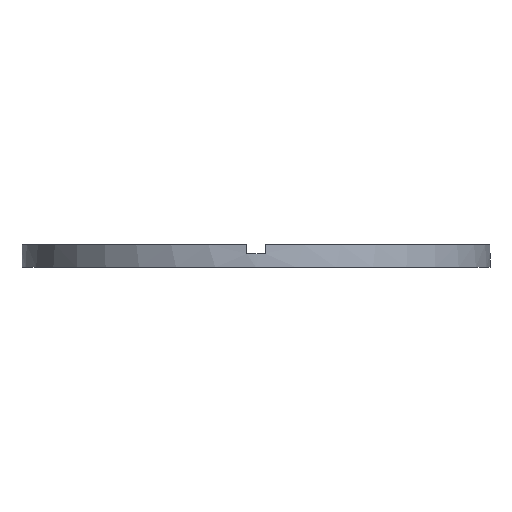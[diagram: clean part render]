
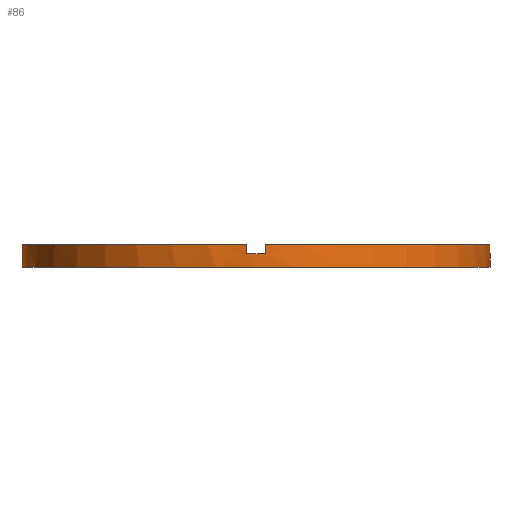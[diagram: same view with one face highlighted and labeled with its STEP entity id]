
A CAD part, front view. The second image highlights one B-rep face of the part: STEP entity #86.
In plain terms, the highlighted cylindrical face has radius 25.5 mm (diameter 51 mm), a partial arc.
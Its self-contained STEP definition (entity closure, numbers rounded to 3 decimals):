
#3 = EDGE_LOOP ( 'NONE', ( #371, #439, #209, #563, #106, #741, #637, #700, #441, #282, #163, #49 ) ) ;
#8 = CARTESIAN_POINT ( 'NONE',  ( 1., -25.48, 1.5 ) ) ;
#17 = VERTEX_POINT ( 'NONE', #398 ) ;
#39 = CARTESIAN_POINT ( 'NONE',  ( -25.48, -1., 2.5 ) ) ;
#40 = CYLINDRICAL_SURFACE ( 'NONE', #42, 25.5 ) ;
#42 = AXIS2_PLACEMENT_3D ( 'NONE', #527, #537, #412 ) ;
#46 = VERTEX_POINT ( 'NONE', #8 ) ;
#49 = ORIENTED_EDGE ( 'NONE', *, *, #101, .T. ) ;
#71 = VERTEX_POINT ( 'NONE', #165 ) ;
#84 = VERTEX_POINT ( 'NONE', #405 ) ;
#85 = VECTOR ( 'NONE', #652, 1000. ) ;
#86 = ADVANCED_FACE ( 'NONE', ( #284 ), #40, .T. ) ;
#97 = CARTESIAN_POINT ( 'NONE',  ( 1., -25.48, 2.5 ) ) ;
#101 = EDGE_CURVE ( 'NONE', #71, #709, #292, .T. ) ;
#106 = ORIENTED_EDGE ( 'NONE', *, *, #129, .T. ) ;
#111 = CARTESIAN_POINT ( 'NONE',  ( 25.5, 0., 0. ) ) ;
#129 = EDGE_CURVE ( 'NONE', #366, #46, #307, .T. ) ;
#156 = CARTESIAN_POINT ( 'NONE',  ( 0., 0., 2.5 ) ) ;
#163 = ORIENTED_EDGE ( 'NONE', *, *, #718, .T. ) ;
#165 = CARTESIAN_POINT ( 'NONE',  ( -25.5, 0., 0. ) ) ;
#186 = DIRECTION ( 'NONE',  ( 0., 0., 1. ) ) ;
#191 = CARTESIAN_POINT ( 'NONE',  ( -25.5, 0., 2.5 ) ) ;
#200 = DIRECTION ( 'NONE',  ( 0., 0., 1. ) ) ;
#201 = DIRECTION ( 'NONE',  ( 0., 0., 1. ) ) ;
#209 = ORIENTED_EDGE ( 'NONE', *, *, #682, .T. ) ;
#212 = DIRECTION ( 'NONE',  ( 1., 0., 0. ) ) ;
#215 = EDGE_CURVE ( 'NONE', #17, #46, #492, .T. ) ;
#216 = VERTEX_POINT ( 'NONE', #729 ) ;
#222 = CIRCLE ( 'NONE', #720, 25.5 ) ;
#234 = LINE ( 'NONE', #513, #498 ) ;
#237 = CIRCLE ( 'NONE', #731, 25.5 ) ;
#247 = CARTESIAN_POINT ( 'NONE',  ( 0., 0., 1.5 ) ) ;
#248 = VECTOR ( 'NONE', #674, 1000. ) ;
#250 = DIRECTION ( 'NONE',  ( 1., 0., 0. ) ) ;
#267 = VERTEX_POINT ( 'NONE', #562 ) ;
#274 = VERTEX_POINT ( 'NONE', #326 ) ;
#282 = ORIENTED_EDGE ( 'NONE', *, *, #724, .F. ) ;
#284 = FACE_OUTER_BOUND ( 'NONE', #3, .T. ) ;
#289 = DIRECTION ( 'NONE',  ( 0., 0., 1. ) ) ;
#292 = CIRCLE ( 'NONE', #368, 25.5 ) ;
#307 = LINE ( 'NONE', #421, #315 ) ;
#315 = VECTOR ( 'NONE', #469, 1000. ) ;
#321 = DIRECTION ( 'NONE',  ( 0., 0., 1. ) ) ;
#323 = EDGE_CURVE ( 'NONE', #366, #335, #773, .T. ) ;
#326 = CARTESIAN_POINT ( 'NONE',  ( -25.5, 0., 1.5 ) ) ;
#334 = LINE ( 'NONE', #191, #348 ) ;
#335 = VERTEX_POINT ( 'NONE', #442 ) ;
#339 = VERTEX_POINT ( 'NONE', #39 ) ;
#348 = VECTOR ( 'NONE', #701, 1000. ) ;
#353 = DIRECTION ( 'NONE',  ( 1., 0., 0. ) ) ;
#358 = AXIS2_PLACEMENT_3D ( 'NONE', #716, #459, #212 ) ;
#366 = VERTEX_POINT ( 'NONE', #97 ) ;
#368 = AXIS2_PLACEMENT_3D ( 'NONE', #552, #321, #612 ) ;
#369 = CARTESIAN_POINT ( 'NONE',  ( 0., 0., 1.5 ) ) ;
#371 = ORIENTED_EDGE ( 'NONE', *, *, #472, .F. ) ;
#385 = CARTESIAN_POINT ( 'NONE',  ( 25.5, 0., 2.5 ) ) ;
#398 = CARTESIAN_POINT ( 'NONE',  ( -1., -25.48, 1.5 ) ) ;
#405 = CARTESIAN_POINT ( 'NONE',  ( 25.48, -1., 1.5 ) ) ;
#407 = DIRECTION ( 'NONE',  ( 1., 0., 0. ) ) ;
#412 = DIRECTION ( 'NONE',  ( -1., 0., 0. ) ) ;
#415 = EDGE_CURVE ( 'NONE', #84, #216, #237, .T. ) ;
#421 = CARTESIAN_POINT ( 'NONE',  ( 1., -25.48, 2.5 ) ) ;
#439 = ORIENTED_EDGE ( 'NONE', *, *, #415, .F. ) ;
#441 = ORIENTED_EDGE ( 'NONE', *, *, #455, .T. ) ;
#442 = CARTESIAN_POINT ( 'NONE',  ( 25.48, -1., 2.5 ) ) ;
#455 = EDGE_CURVE ( 'NONE', #339, #267, #775, .T. ) ;
#459 = DIRECTION ( 'NONE',  ( 0., 0., 1. ) ) ;
#466 = AXIS2_PLACEMENT_3D ( 'NONE', #369, #201, #353 ) ;
#468 = DIRECTION ( 'NONE',  ( 0., 0., -1. ) ) ;
#469 = DIRECTION ( 'NONE',  ( 0., 0., -1. ) ) ;
#472 = EDGE_CURVE ( 'NONE', #216, #709, #491, .T. ) ;
#475 = CARTESIAN_POINT ( 'NONE',  ( -1., -25.48, 2.5 ) ) ;
#488 = CARTESIAN_POINT ( 'NONE',  ( 0., 0., 2.5 ) ) ;
#491 = LINE ( 'NONE', #385, #248 ) ;
#492 = CIRCLE ( 'NONE', #358, 25.5 ) ;
#497 = EDGE_CURVE ( 'NONE', #339, #557, #222, .T. ) ;
#498 = VECTOR ( 'NONE', #289, 1000. ) ;
#513 = CARTESIAN_POINT ( 'NONE',  ( -1., -25.48, 2.5 ) ) ;
#527 = CARTESIAN_POINT ( 'NONE',  ( 0., 0., 2.5 ) ) ;
#537 = DIRECTION ( 'NONE',  ( 0., 0., -1. ) ) ;
#552 = CARTESIAN_POINT ( 'NONE',  ( 0., 0., 0. ) ) ;
#557 = VERTEX_POINT ( 'NONE', #475 ) ;
#562 = CARTESIAN_POINT ( 'NONE',  ( -25.48, -1., 1.5 ) ) ;
#563 = ORIENTED_EDGE ( 'NONE', *, *, #323, .F. ) ;
#611 = CIRCLE ( 'NONE', #466, 25.5 ) ;
#612 = DIRECTION ( 'NONE',  ( 1., 0., 0. ) ) ;
#621 = EDGE_CURVE ( 'NONE', #17, #557, #234, .T. ) ;
#626 = LINE ( 'NONE', #743, #85 ) ;
#637 = ORIENTED_EDGE ( 'NONE', *, *, #621, .T. ) ;
#652 = DIRECTION ( 'NONE',  ( 0., 0., 1. ) ) ;
#671 = AXIS2_PLACEMENT_3D ( 'NONE', #488, #186, #250 ) ;
#674 = DIRECTION ( 'NONE',  ( 0., 0., -1. ) ) ;
#682 = EDGE_CURVE ( 'NONE', #84, #335, #626, .T. ) ;
#684 = DIRECTION ( 'NONE',  ( 1., 0., 0. ) ) ;
#686 = DIRECTION ( 'NONE',  ( 0., 0., 1. ) ) ;
#700 = ORIENTED_EDGE ( 'NONE', *, *, #497, .F. ) ;
#701 = DIRECTION ( 'NONE',  ( 0., 0., -1. ) ) ;
#709 = VERTEX_POINT ( 'NONE', #111 ) ;
#716 = CARTESIAN_POINT ( 'NONE',  ( 0., 0., 1.5 ) ) ;
#718 = EDGE_CURVE ( 'NONE', #274, #71, #334, .T. ) ;
#720 = AXIS2_PLACEMENT_3D ( 'NONE', #156, #200, #407 ) ;
#724 = EDGE_CURVE ( 'NONE', #274, #267, #611, .T. ) ;
#729 = CARTESIAN_POINT ( 'NONE',  ( 25.5, 0., 1.5 ) ) ;
#731 = AXIS2_PLACEMENT_3D ( 'NONE', #247, #686, #684 ) ;
#741 = ORIENTED_EDGE ( 'NONE', *, *, #215, .F. ) ;
#743 = CARTESIAN_POINT ( 'NONE',  ( 25.48, -1., 2.5 ) ) ;
#773 = CIRCLE ( 'NONE', #671, 25.5 ) ;
#775 = LINE ( 'NONE', #782, #777 ) ;
#777 = VECTOR ( 'NONE', #468, 1000. ) ;
#782 = CARTESIAN_POINT ( 'NONE',  ( -25.48, -1., 2.5 ) ) ;
